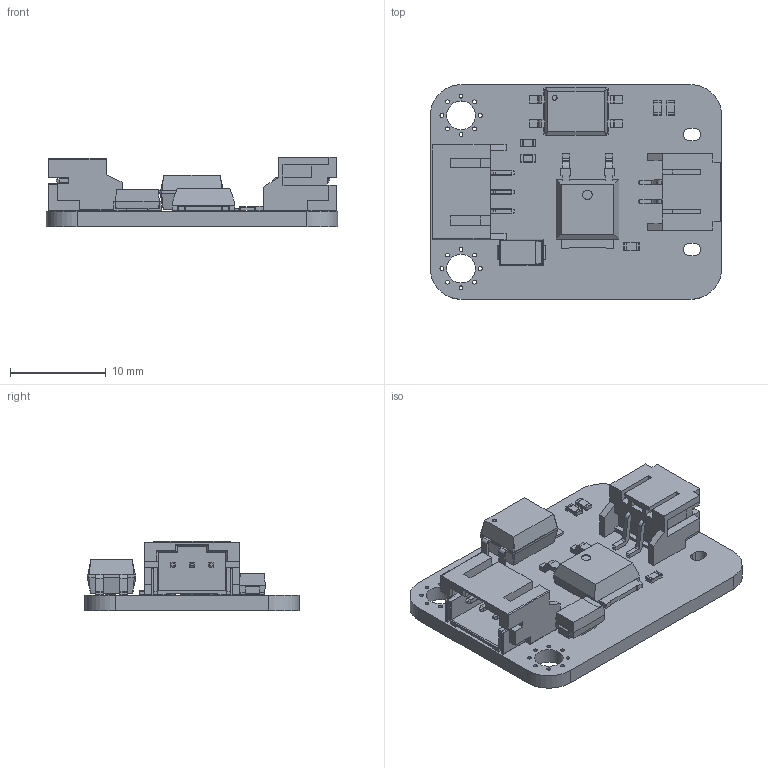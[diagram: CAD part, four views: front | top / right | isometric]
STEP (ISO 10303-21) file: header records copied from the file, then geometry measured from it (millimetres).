
FILE_DESCRIPTION(('KiCad electronic assembly'),'2;1');
FILE_NAME('mos_driver_module.step','2025-07-16T15:48:38',('Pcbnew'),( 'Kicad'),'Open CASCADE STEP processor 7.8','KiCad to STEP converter' ,'Unknown');
FILE_SCHEMA(('AUTOMOTIVE_DESIGN { 1 0 10303 214 1 1 1 1 }'));
Length unit declared in the file: millimetre
Products named in the file (16): mos_driver_module 1; R_0603_1608Metric; SSO-4_6.7x5.1mm_P2.54mm_Clearance8mm; SSO_4_67x51mm_P254mm_Clearance8mm; C_0603_1608Metric; User Library-ph2_0_2p_wt; D9ABA024-CB1C-41D8-876C-9C3CCA401998; User Library-PH2_0-3PWB; User Library-PH2.0-3PWB; TO-252-2_TabPin1; CQ assembly; D_SMA; _autosave-mos_driver_module_PCB
Assembly tree (18 placements, depth 3):
  mos_driver_module 1
    R_0603_1608Metric  x4
      R_0603_1608Metric
    SSO-4_6.7x5.1mm_P2.54mm_Clearance8mm
      SSO_4_67x51mm_P254mm_Clearance8mm
    C_0603_1608Metric
      C_0603_1608Metric
    User Library-ph2_0_2p_wt
      D9ABA024-CB1C-41D8-876C-9C3CCA401998
    User Library-PH2_0-3PWB
      User Library-PH2.0-3PWB
    TO-252-2_TabPin1
      CQ assembly
    D_SMA
      D_SMA
    _autosave-mos_driver_module_PCB
Bounding box: 30.4 x 22.4 x 7.25 mm (x, y, z)
Volume: 1583.6 mm3; surface area: 2991.9 mm2
Topology: 19 solids, 19 shells, 1135 faces, 3011 edges, 1948 vertices
Faces by surface type: plane 797, cylinder 205, bspline 105, torus 24, sphere 4
Full cylindrical faces by diameter (mm): 0.4 x16, 0.5 x1, 1 x1, 3 x2
Entity records: 34385 total; most frequent: CARTESIAN_POINT 7076, ORIENTED_EDGE 5606, DIRECTION 4747, EDGE_CURVE 2803, LINE 2205, VECTOR 2205, VERTEX_POINT 1816, AXIS2_PLACEMENT_3D 1271
